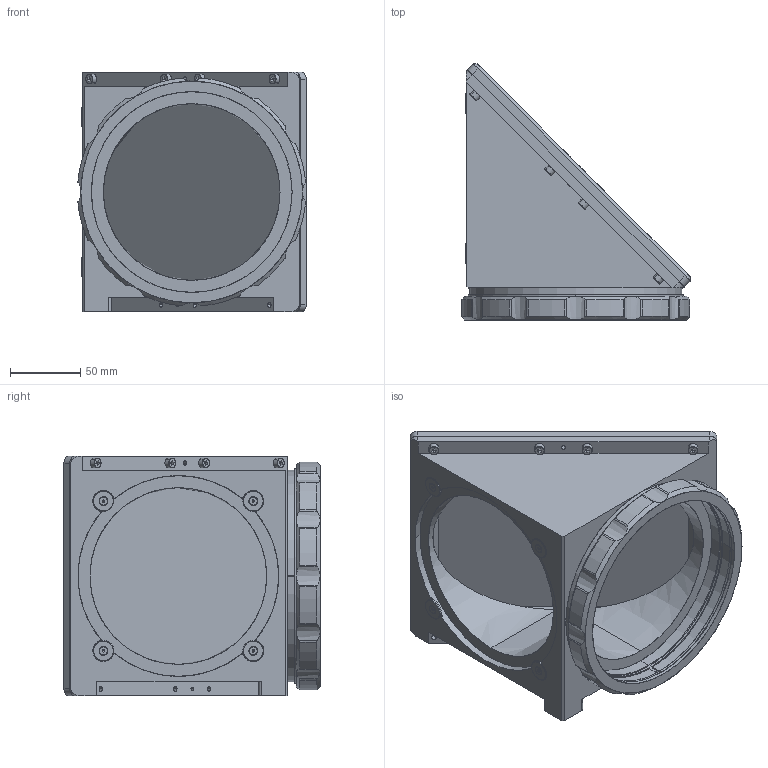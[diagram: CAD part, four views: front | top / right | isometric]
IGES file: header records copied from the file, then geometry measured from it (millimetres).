
Start section: SolidWorks IGES file using analytic representation for surfaces
Global section: file name: DP22431-B_CMMR096.igs; native system: SolidWorks 2021; preprocessor: SolidWorks 2021; author: lrizzotto; date: 220114.163551; units: millimetre
Bounding box: 162.67 x 182.52 x 171 mm (x, y, z)
Surface area: 224288.7 mm2 (no closed solid volume)
Topology: 0 solids, 0 shells, 394 faces, 6879 edges, 6855 vertices
Faces by surface type: revolution 246, bspline 148
